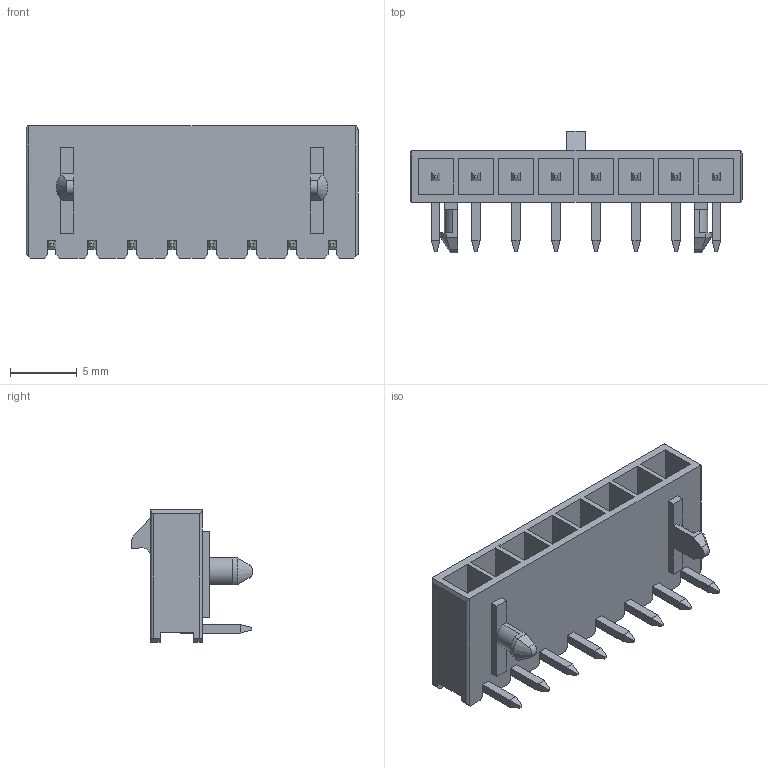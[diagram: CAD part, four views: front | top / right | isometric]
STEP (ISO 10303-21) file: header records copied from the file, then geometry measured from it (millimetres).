
FILE_DESCRIPTION (( 'STEP AP214' ), '1' );
FILE_NAME ('2157602008.STEP', '2024-04-01T04:20:39', ( 'LENOVO' ), ( '' ), 'SwSTEP 2.0', 'SolidWorks 2021', '' );
FILE_SCHEMA (( 'AUTOMOTIVE_DESIGN' ));
Length unit declared in the file: millimetre
Products named in the file (1): 2157602008
Bounding box: 24.85 x 9.12 x 9.9 mm (x, y, z)
Volume: 569.6 mm3; surface area: 1646.7 mm2
Topology: 17 solids, 17 shells, 353 faces, 854 edges, 546 vertices
Faces by surface type: plane 331, cylinder 20, cone 2
Entity records: 11100 total; most frequent: CARTESIAN_POINT 1808, ORIENTED_EDGE 1708, DIRECTION 1584, EDGE_CURVE 854, LINE 804, VECTOR 804, VERTEX_POINT 546, AXIS2_PLACEMENT_3D 390
